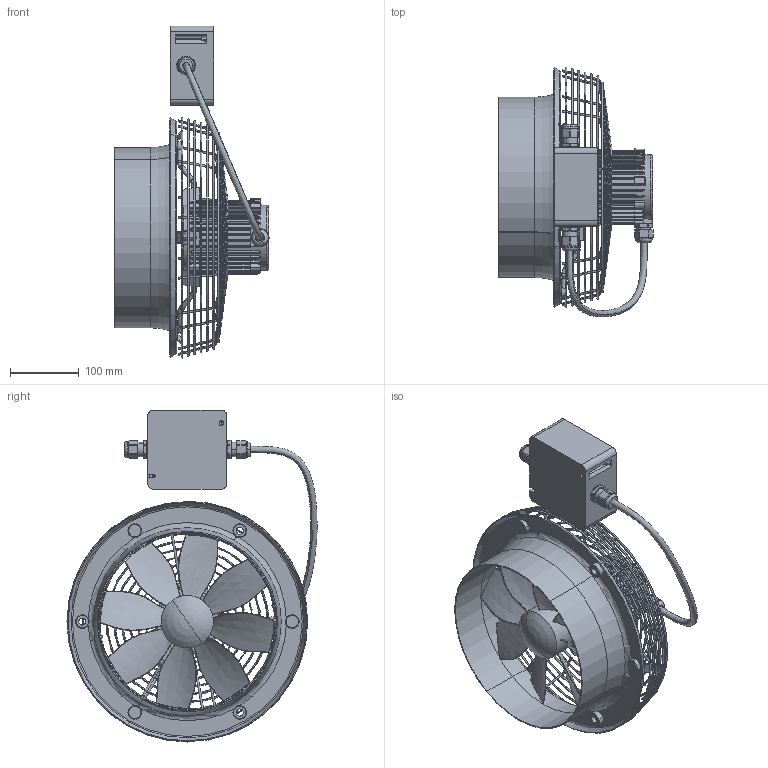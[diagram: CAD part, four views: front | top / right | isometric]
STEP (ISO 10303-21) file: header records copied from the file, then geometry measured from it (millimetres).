
FILE_DESCRIPTION(('Creo Elements/Direct Modeling STEP Export'),'2;1');
FILE_NAME('0094.0118_DZS_25_4_B_Ex_e.stp','2022-11-29T13:37:27',(''),(''),'PTC Creo Elements/Direct Modeling STEP processor for AP214 (Solid Model)','PTC Creo Elements/Direct Modeling 19.0C 15-Aug-2015 (C) Parametric Technology GmbH','');
FILE_SCHEMA(('AUTOMOTIVE_DESIGN { 1 0 10303 214 1 1 1 1 }'));
Length unit declared in the file: millimetre
Products named in the file (4): Klemmkasten; Kabel; 0094.0118_DZS_25_4_B_Ex_e
Assembly tree (3 placements, depth 2):
  0094.0118_DZS_25_4_B_Ex_e
    0094.0118_DZS_25_4_B_Ex_e
    Kabel
    Klemmkasten
Bounding box: 224.94 x 364.69 x 484 mm (x, y, z)
Volume: 2447442.7 mm3; surface area: 634508.5 mm2
Topology: 23 solids, 24 shells, 1342 faces, 3593 edges, 2319 vertices
Faces by surface type: plane 567, bspline 262, cylinder 233, torus 140, extrusion 72, cone 66, sphere 2
Entity records: 143855 total; most frequent: CARTESIAN_POINT 114054, ORIENTED_EDGE 7182, DIRECTION 4152, EDGE_CURVE 3591, VERTEX_POINT 2433, AXIS2_PLACEMENT_3D 1490, EDGE_LOOP 1412, ADVANCED_FACE 1342
